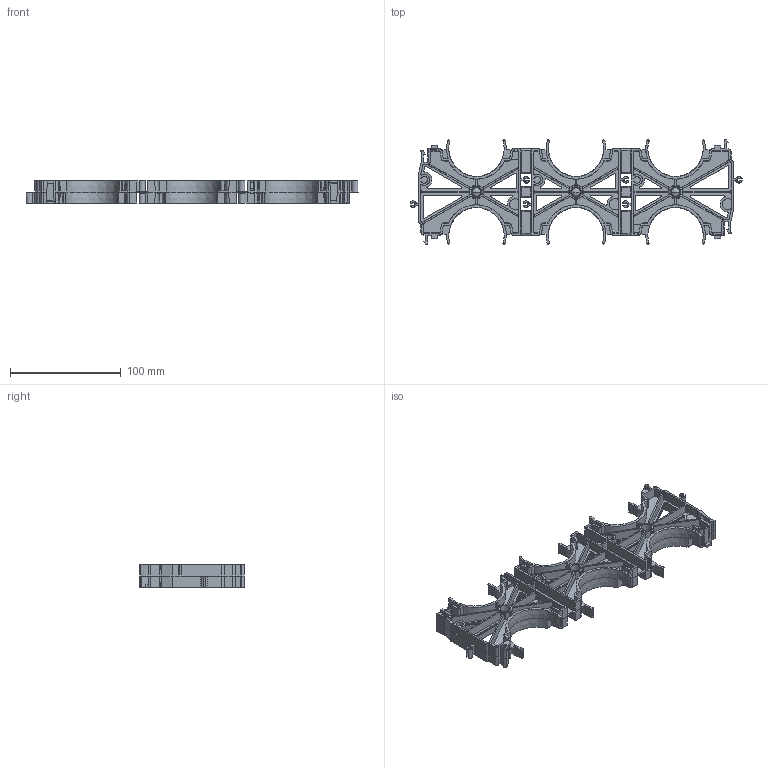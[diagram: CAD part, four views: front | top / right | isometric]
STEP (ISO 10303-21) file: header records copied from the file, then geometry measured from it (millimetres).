
FILE_DESCRIPTION (( 'STEP AP203' ), '1' );
FILE_NAME ('ÀÃÈÅ 060.02.001-01 Êëàñòåð 50.STEP', '2024-09-13T06:39:19', ( '' ), ( '' ), 'SwSTEP 2.0', 'SolidWorks 2022', '' );
FILE_SCHEMA (( 'CONFIG_CONTROL_DESIGN' ));
Products named in the file (1): АГИЕ 060.02.001-01 Кластер 50
Bounding box: 300.12 x 94.4 x 20 mm (x, y, z)
Volume: 95672 mm3; surface area: 104879.6 mm2
Topology: 1 solids, 1 shells, 1851 faces, 5130 edges, 3324 vertices
Faces by surface type: plane 943, bspline 430, cone 252, cylinder 214, sphere 12
Entity records: 71264 total; most frequent: CARTESIAN_POINT 29413, ORIENTED_EDGE 10260, DIRECTION 6555, EDGE_CURVE 5130, VERTEX_POINT 3324, VECTOR 2571, LINE 2571, AXIS2_PLACEMENT_3D 1992
